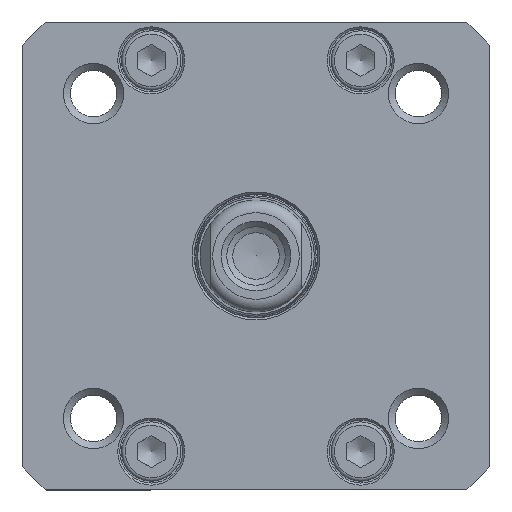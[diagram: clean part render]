
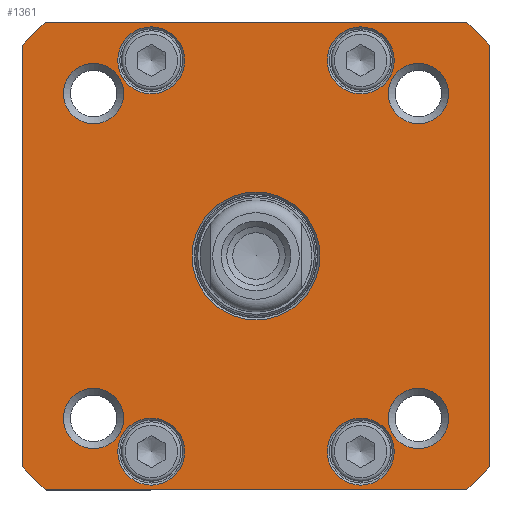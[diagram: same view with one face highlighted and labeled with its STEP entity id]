
A CAD part, front view. The second image highlights one B-rep face of the part: STEP entity #1361.
In plain terms, the highlighted planar face has unit normal (0, -1, 0).
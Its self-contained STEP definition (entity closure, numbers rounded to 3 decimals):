
#1187=CARTESIAN_POINT('',(0.,-87.375,0.));
#1188=DIRECTION('',(0.0,-1.0,0.0));
#1189=DIRECTION('',(0.0,0.0,-1.0));
#1190=AXIS2_PLACEMENT_3D('',#1187,#1188,#1189);
#1191=PLANE('',#1190);
#1192=CARTESIAN_POINT('',(-30.046,-87.375,-33.5));
#1193=VERTEX_POINT('',#1192);
#1194=CARTESIAN_POINT('',(-33.5,-87.375,-30.046));
#1195=VERTEX_POINT('',#1194);
#1196=CARTESIAN_POINT('',(0.0,-87.375,0.0));
#1197=DIRECTION('',(0.0,1.0,0.0));
#1198=DIRECTION('',(-0.744,0.0,-0.668));
#1199=AXIS2_PLACEMENT_3D('',#1196,#1197,#1198);
#1200=CIRCLE('',#1199,45.);
#1201=EDGE_CURVE('',#1193,#1195,#1200,.T.);
#1202=ORIENTED_EDGE('',*,*,#1201,.F.);
#1203=CARTESIAN_POINT('',(30.046,-87.375,-33.5));
#1204=VERTEX_POINT('',#1203);
#1205=CARTESIAN_POINT('',(30.046,-87.375,-33.5));
#1206=DIRECTION('',(-1.0,0.0,0.0));
#1207=VECTOR('',#1206,60.092);
#1208=LINE('',#1205,#1207);
#1209=EDGE_CURVE('',#1204,#1193,#1208,.T.);
#1210=ORIENTED_EDGE('',*,*,#1209,.F.);
#1211=CARTESIAN_POINT('',(33.5,-87.375,-30.046));
#1212=VERTEX_POINT('',#1211);
#1213=CARTESIAN_POINT('',(0.0,-87.375,0.0));
#1214=DIRECTION('',(0.0,1.0,0.0));
#1215=DIRECTION('',(0.668,0.0,-0.744));
#1216=AXIS2_PLACEMENT_3D('',#1213,#1214,#1215);
#1217=CIRCLE('',#1216,45.);
#1218=EDGE_CURVE('',#1212,#1204,#1217,.T.);
#1219=ORIENTED_EDGE('',*,*,#1218,.F.);
#1220=CARTESIAN_POINT('',(33.5,-87.375,30.046));
#1221=VERTEX_POINT('',#1220);
#1222=CARTESIAN_POINT('',(33.5,-87.375,30.046));
#1223=DIRECTION('',(0.0,0.0,-1.0));
#1224=VECTOR('',#1223,60.092);
#1225=LINE('',#1222,#1224);
#1226=EDGE_CURVE('',#1221,#1212,#1225,.T.);
#1227=ORIENTED_EDGE('',*,*,#1226,.F.);
#1228=CARTESIAN_POINT('',(30.046,-87.375,33.5));
#1229=VERTEX_POINT('',#1228);
#1230=CARTESIAN_POINT('',(0.0,-87.375,0.0));
#1231=DIRECTION('',(0.0,1.0,0.0));
#1232=DIRECTION('',(0.744,0.0,0.668));
#1233=AXIS2_PLACEMENT_3D('',#1230,#1231,#1232);
#1234=CIRCLE('',#1233,45.);
#1235=EDGE_CURVE('',#1229,#1221,#1234,.T.);
#1236=ORIENTED_EDGE('',*,*,#1235,.F.);
#1237=CARTESIAN_POINT('',(-30.046,-87.375,33.5));
#1238=VERTEX_POINT('',#1237);
#1239=CARTESIAN_POINT('',(-30.046,-87.375,33.5));
#1240=DIRECTION('',(1.0,0.0,0.0));
#1241=VECTOR('',#1240,60.092);
#1242=LINE('',#1239,#1241);
#1243=EDGE_CURVE('',#1238,#1229,#1242,.T.);
#1244=ORIENTED_EDGE('',*,*,#1243,.F.);
#1245=CARTESIAN_POINT('',(-33.5,-87.375,30.046));
#1246=VERTEX_POINT('',#1245);
#1247=CARTESIAN_POINT('',(0.0,-87.375,0.0));
#1248=DIRECTION('',(0.0,1.0,0.0));
#1249=DIRECTION('',(-0.668,0.0,0.744));
#1250=AXIS2_PLACEMENT_3D('',#1247,#1248,#1249);
#1251=CIRCLE('',#1250,45.);
#1252=EDGE_CURVE('',#1246,#1238,#1251,.T.);
#1253=ORIENTED_EDGE('',*,*,#1252,.F.);
#1254=CARTESIAN_POINT('',(-33.5,-87.375,-30.046));
#1255=DIRECTION('',(0.0,0.0,1.0));
#1256=VECTOR('',#1255,60.092);
#1257=LINE('',#1254,#1256);
#1258=EDGE_CURVE('',#1195,#1246,#1257,.T.);
#1259=ORIENTED_EDGE('',*,*,#1258,.F.);
#1260=EDGE_LOOP('',(#1202,#1210,#1219,#1227,#1236,#1244,#1253,#1259));
#1261=FACE_OUTER_BOUND('',#1260,.T.);
#1262=CARTESIAN_POINT('',(27.574,-87.375,-23.25));
#1263=VERTEX_POINT('',#1262);
#1264=CARTESIAN_POINT('',(23.25,-87.375,-23.25));
#1265=DIRECTION('',(0.0,-1.0,0.0));
#1266=DIRECTION('',(-1.0,0.0,0.0));
#1267=AXIS2_PLACEMENT_3D('',#1264,#1265,#1266);
#1268=CIRCLE('',#1267,4.324);
#1269=EDGE_CURVE('',#1263,#1263,#1268,.T.);
#1270=ORIENTED_EDGE('',*,*,#1269,.F.);
#1271=EDGE_LOOP('',(#1270));
#1272=FACE_BOUND('',#1271,.T.);
#1273=CARTESIAN_POINT('',(-18.927,-87.375,23.25));
#1274=VERTEX_POINT('',#1273);
#1275=CARTESIAN_POINT('',(-23.25,-87.375,23.25));
#1276=DIRECTION('',(0.0,-1.0,0.0));
#1277=DIRECTION('',(-1.0,0.0,0.0));
#1278=AXIS2_PLACEMENT_3D('',#1275,#1276,#1277);
#1279=CIRCLE('',#1278,4.324);
#1280=EDGE_CURVE('',#1274,#1274,#1279,.T.);
#1281=ORIENTED_EDGE('',*,*,#1280,.F.);
#1282=EDGE_LOOP('',(#1281));
#1283=FACE_BOUND('',#1282,.T.);
#1284=CARTESIAN_POINT('',(-10.2,-87.375,28.));
#1285=VERTEX_POINT('',#1284);
#1286=CARTESIAN_POINT('',(-15.,-87.375,28.));
#1287=DIRECTION('',(0.0,-1.0,0.0));
#1288=DIRECTION('',(-1.0,0.0,0.0));
#1289=AXIS2_PLACEMENT_3D('',#1286,#1287,#1288);
#1290=CIRCLE('',#1289,4.8);
#1291=EDGE_CURVE('',#1285,#1285,#1290,.T.);
#1292=ORIENTED_EDGE('',*,*,#1291,.F.);
#1293=EDGE_LOOP('',(#1292));
#1294=FACE_BOUND('',#1293,.T.);
#1295=CARTESIAN_POINT('',(-10.2,-87.375,-28.));
#1296=VERTEX_POINT('',#1295);
#1297=CARTESIAN_POINT('',(-15.,-87.375,-28.));
#1298=DIRECTION('',(0.0,-1.0,0.0));
#1299=DIRECTION('',(-1.0,0.0,0.0));
#1300=AXIS2_PLACEMENT_3D('',#1297,#1298,#1299);
#1301=CIRCLE('',#1300,4.8);
#1302=EDGE_CURVE('',#1296,#1296,#1301,.T.);
#1303=ORIENTED_EDGE('',*,*,#1302,.F.);
#1304=EDGE_LOOP('',(#1303));
#1305=FACE_BOUND('',#1304,.T.);
#1306=CARTESIAN_POINT('',(-9.15,-87.375,0.));
#1307=VERTEX_POINT('',#1306);
#1308=CARTESIAN_POINT('',(0.0,-87.375,0.0));
#1309=DIRECTION('',(0.0,-1.0,0.0));
#1310=DIRECTION('',(1.0,0.0,0.0));
#1311=AXIS2_PLACEMENT_3D('',#1308,#1309,#1310);
#1312=CIRCLE('',#1311,9.15);
#1313=EDGE_CURVE('',#1307,#1307,#1312,.T.);
#1314=ORIENTED_EDGE('',*,*,#1313,.F.);
#1315=EDGE_LOOP('',(#1314));
#1316=FACE_BOUND('',#1315,.T.);
#1317=CARTESIAN_POINT('',(19.8,-87.375,-28.));
#1318=VERTEX_POINT('',#1317);
#1319=CARTESIAN_POINT('',(15.,-87.375,-28.));
#1320=DIRECTION('',(0.0,-1.0,0.0));
#1321=DIRECTION('',(-1.0,0.0,0.0));
#1322=AXIS2_PLACEMENT_3D('',#1319,#1320,#1321);
#1323=CIRCLE('',#1322,4.8);
#1324=EDGE_CURVE('',#1318,#1318,#1323,.T.);
#1325=ORIENTED_EDGE('',*,*,#1324,.F.);
#1326=EDGE_LOOP('',(#1325));
#1327=FACE_BOUND('',#1326,.T.);
#1328=CARTESIAN_POINT('',(19.8,-87.375,28.));
#1329=VERTEX_POINT('',#1328);
#1330=CARTESIAN_POINT('',(15.,-87.375,28.));
#1331=DIRECTION('',(0.0,-1.0,0.0));
#1332=DIRECTION('',(-1.0,0.0,0.0));
#1333=AXIS2_PLACEMENT_3D('',#1330,#1331,#1332);
#1334=CIRCLE('',#1333,4.8);
#1335=EDGE_CURVE('',#1329,#1329,#1334,.T.);
#1336=ORIENTED_EDGE('',*,*,#1335,.F.);
#1337=EDGE_LOOP('',(#1336));
#1338=FACE_BOUND('',#1337,.T.);
#1339=CARTESIAN_POINT('',(27.574,-87.375,23.25));
#1340=VERTEX_POINT('',#1339);
#1341=CARTESIAN_POINT('',(23.25,-87.375,23.25));
#1342=DIRECTION('',(0.0,-1.0,0.0));
#1343=DIRECTION('',(-1.0,0.0,0.0));
#1344=AXIS2_PLACEMENT_3D('',#1341,#1342,#1343);
#1345=CIRCLE('',#1344,4.324);
#1346=EDGE_CURVE('',#1340,#1340,#1345,.T.);
#1347=ORIENTED_EDGE('',*,*,#1346,.F.);
#1348=EDGE_LOOP('',(#1347));
#1349=FACE_BOUND('',#1348,.T.);
#1350=CARTESIAN_POINT('',(-18.927,-87.375,-23.25));
#1351=VERTEX_POINT('',#1350);
#1352=CARTESIAN_POINT('',(-23.25,-87.375,-23.25));
#1353=DIRECTION('',(0.0,-1.0,0.0));
#1354=DIRECTION('',(-1.0,0.0,0.0));
#1355=AXIS2_PLACEMENT_3D('',#1352,#1353,#1354);
#1356=CIRCLE('',#1355,4.324);
#1357=EDGE_CURVE('',#1351,#1351,#1356,.T.);
#1358=ORIENTED_EDGE('',*,*,#1357,.F.);
#1359=EDGE_LOOP('',(#1358));
#1360=FACE_BOUND('',#1359,.T.);
#1361=ADVANCED_FACE('',(#1261,#1272,#1283,#1294,#1305,#1316,#1327,#1338,#1349,#1360),#1191,.T.);
